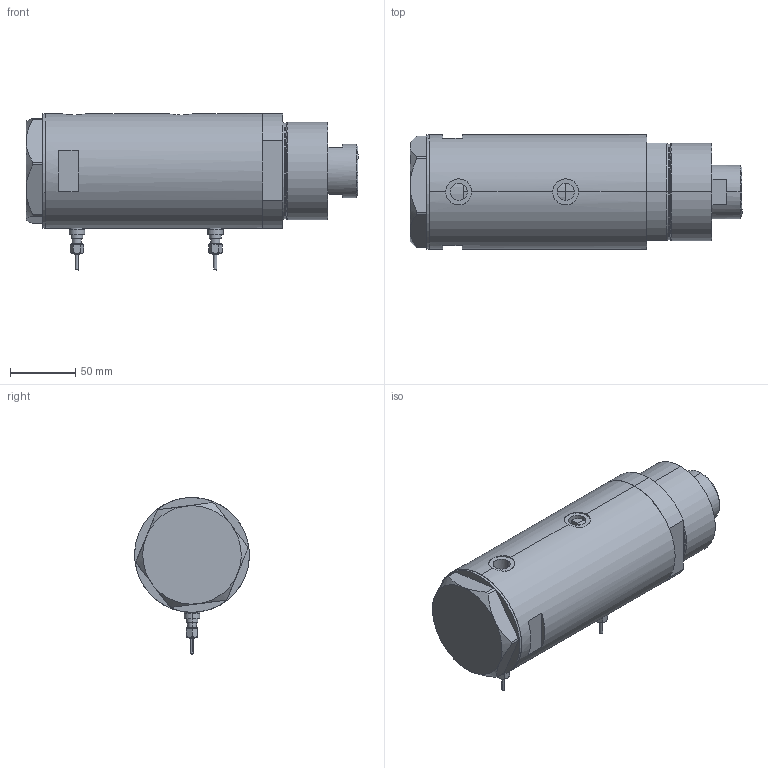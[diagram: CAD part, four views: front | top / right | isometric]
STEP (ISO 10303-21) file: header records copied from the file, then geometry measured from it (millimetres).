
FILE_DESCRIPTION (( 'STEP AP203' ), '1' );
FILE_NAME ('f52e.STEP', '2022-04-15T02:02:27', ( '' ), ( '' ), 'SwSTEP 2.0', 'SolidWorks 2019', '' );
FILE_SCHEMA (( 'CONFIG_CONTROL_DESIGN' ));
Length unit declared in the file: millimetre
Products named in the file (6): V270CG_VC f10ab8e481fbaacbc153e594033e8afe; V270CG_MIDDLE f10ab8e481fbaacbc153e594033e8afe; V270CG_FRONT f10ab8e481fbaacbc153e594033e8afe; V270CG_SWITCH f10ab8e481fbaacbc153e594033e8afe; V270CG_BACK f10ab8e481fbaacbc153e594033e8afe; f52e
Assembly tree (6 placements, depth 2):
  f52e
    V270CG_MIDDLE f10ab8e481fbaacbc153e594033e8afe
    V270CG_BACK f10ab8e481fbaacbc153e594033e8afe
    V270CG_FRONT f10ab8e481fbaacbc153e594033e8afe
    V270CG_VC f10ab8e481fbaacbc153e594033e8afe
    V270CG_SWITCH f10ab8e481fbaacbc153e594033e8afe  x2
Bounding box: 254.47 x 88 x 120.3 mm (x, y, z)
Volume: 1314853.6 mm3; surface area: 199736.6 mm2
Topology: 6 solids, 6 shells, 232 faces, 510 edges, 307 vertices
Faces by surface type: plane 81, cylinder 77, cone 48, torus 24, bspline 2
Entity records: 6532 total; most frequent: CARTESIAN_POINT 1858, DIRECTION 894, ORIENTED_EDGE 800, EDGE_CURVE 400, AXIS2_PLACEMENT_3D 373, VERTEX_POINT 243, EDGE_LOOP 203, CIRCLE 186
